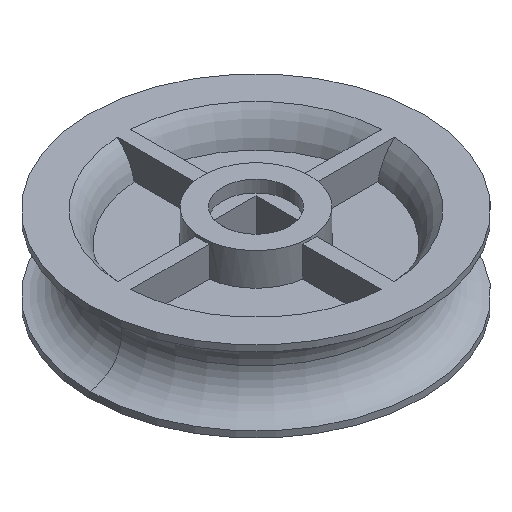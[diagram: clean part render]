
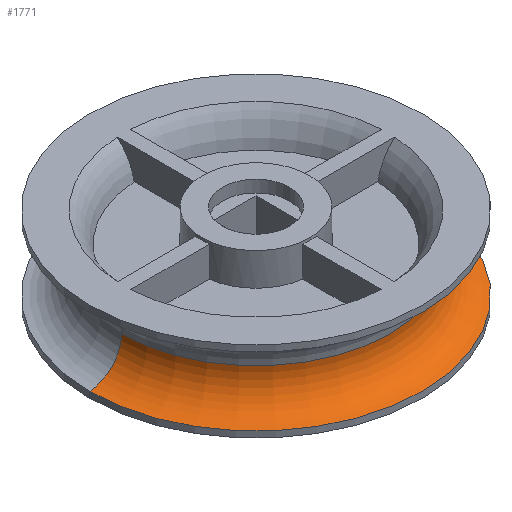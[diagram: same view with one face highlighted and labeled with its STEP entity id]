
A CAD part, isometric view. The second image highlights one B-rep face of the part: STEP entity #1771.
In plain terms, the highlighted toroidal (fillet/blend) face has major radius 12.55 mm and minor radius 2.55 mm.
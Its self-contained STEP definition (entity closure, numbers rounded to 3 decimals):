
#49 = AXIS2_PLACEMENT_3D ( 'NONE', #964, #138, #989 ) ;
#106 = DIRECTION ( 'NONE',  ( 1., 0., 0. ) ) ;
#138 = DIRECTION ( 'NONE',  ( 0., -1., 0. ) ) ;
#189 = DIRECTION ( 'NONE',  ( -1., 0., 0. ) ) ;
#193 = EDGE_CURVE ( 'NONE', #1651, #1698, #259, .T. ) ;
#229 = EDGE_CURVE ( 'NONE', #1401, #1698, #307, .T. ) ;
#233 = TOROIDAL_SURFACE ( 'NONE', #674, 12.55, 2.55 ) ;
#237 = FACE_OUTER_BOUND ( 'NONE', #1119, .T. ) ;
#259 = CIRCLE ( 'NONE', #49, 2.55 ) ;
#260 = EDGE_CURVE ( 'NONE', #1725, #1401, #319, .T. ) ;
#307 = CIRCLE ( 'NONE', #519, 12.35 ) ;
#319 = CIRCLE ( 'NONE', #953, 2.55 ) ;
#373 = DIRECTION ( 'NONE',  ( 1., 0., 0. ) ) ;
#399 = CIRCLE ( 'NONE', #911, 10. ) ;
#501 = EDGE_CURVE ( 'NONE', #1725, #1651, #399, .T. ) ;
#519 = AXIS2_PLACEMENT_3D ( 'NONE', #906, #1240, #1524 ) ;
#674 = AXIS2_PLACEMENT_3D ( 'NONE', #1457, #1423, #106 ) ;
#906 = CARTESIAN_POINT ( 'NONE',  ( 0., 0., -2.542 ) ) ;
#911 = AXIS2_PLACEMENT_3D ( 'NONE', #1807, #1703, #373 ) ;
#953 = AXIS2_PLACEMENT_3D ( 'NONE', #1722, #1480, #189 ) ;
#964 = CARTESIAN_POINT ( 'NONE',  ( 12.55, 0., 0. ) ) ;
#989 = DIRECTION ( 'NONE',  ( 0., 0., -1. ) ) ;
#1119 = EDGE_LOOP ( 'NONE', ( #1567, #1635, #1352, #1682 ) ) ;
#1216 = CARTESIAN_POINT ( 'NONE',  ( 12.35, 0., -2.542 ) ) ;
#1240 = DIRECTION ( 'NONE',  ( 0., 0., 1. ) ) ;
#1327 = CARTESIAN_POINT ( 'NONE',  ( -10., 0., 0. ) ) ;
#1352 = ORIENTED_EDGE ( 'NONE', *, *, #229, .T. ) ;
#1401 = VERTEX_POINT ( 'NONE', #1754 ) ;
#1423 = DIRECTION ( 'NONE',  ( 0., 0., 1. ) ) ;
#1457 = CARTESIAN_POINT ( 'NONE',  ( 0., 0., 0. ) ) ;
#1480 = DIRECTION ( 'NONE',  ( 0., 1., 0. ) ) ;
#1524 = DIRECTION ( 'NONE',  ( 1., 0., 0. ) ) ;
#1567 = ORIENTED_EDGE ( 'NONE', *, *, #501, .F. ) ;
#1635 = ORIENTED_EDGE ( 'NONE', *, *, #260, .T. ) ;
#1651 = VERTEX_POINT ( 'NONE', #1690 ) ;
#1682 = ORIENTED_EDGE ( 'NONE', *, *, #193, .F. ) ;
#1690 = CARTESIAN_POINT ( 'NONE',  ( 10., 0., 0. ) ) ;
#1698 = VERTEX_POINT ( 'NONE', #1216 ) ;
#1703 = DIRECTION ( 'NONE',  ( 0., 0., 1. ) ) ;
#1722 = CARTESIAN_POINT ( 'NONE',  ( -12.55, 0., 0. ) ) ;
#1725 = VERTEX_POINT ( 'NONE', #1327 ) ;
#1754 = CARTESIAN_POINT ( 'NONE',  ( -12.35, 0., -2.542 ) ) ;
#1771 = ADVANCED_FACE ( 'NONE', ( #237 ), #233, .F. ) ;
#1807 = CARTESIAN_POINT ( 'NONE',  ( 0., 0., 0. ) ) ;
